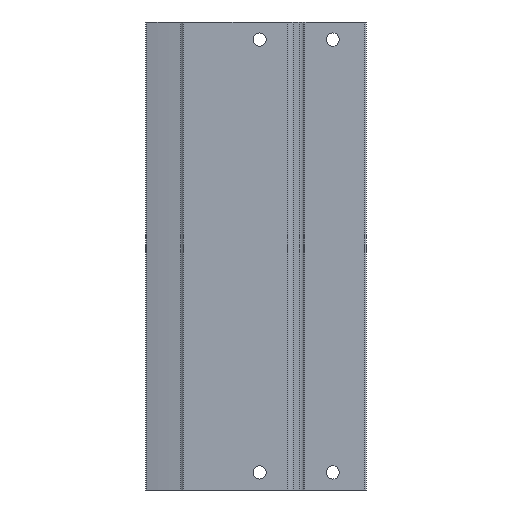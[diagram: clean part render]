
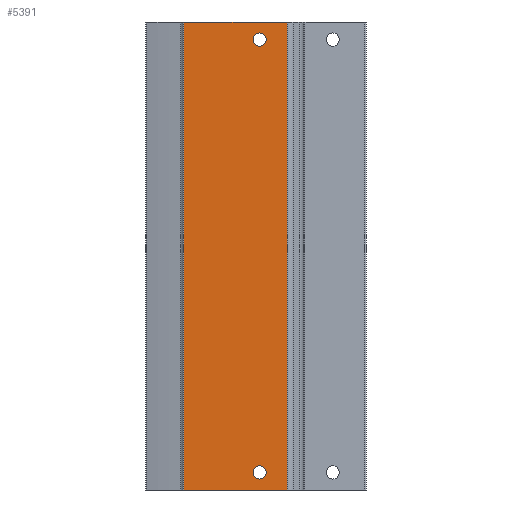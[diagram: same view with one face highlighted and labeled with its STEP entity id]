
A CAD part, front view. The second image highlights one B-rep face of the part: STEP entity #5391.
In plain terms, the highlighted planar face has unit normal (0, -1, 0).
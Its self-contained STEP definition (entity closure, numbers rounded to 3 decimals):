
#245=PLANE('',#5835);
#428=CIRCLE('',#5836,2.25);
#429=CIRCLE('',#5837,2.25);
#811=ORIENTED_EDGE('',*,*,#2203,.F.);
#812=ORIENTED_EDGE('',*,*,#2204,.F.);
#813=ORIENTED_EDGE('',*,*,#2205,.F.);
#814=ORIENTED_EDGE('',*,*,#2202,.F.);
#815=ORIENTED_EDGE('',*,*,#2206,.T.);
#816=ORIENTED_EDGE('',*,*,#2207,.T.);
#2202=EDGE_CURVE('',#2895,#2894,#3405,.T.);
#2203=EDGE_CURVE('',#2896,#2896,#428,.T.);
#2204=EDGE_CURVE('',#2897,#2897,#429,.T.);
#2205=EDGE_CURVE('',#2894,#2898,#3406,.T.);
#2206=EDGE_CURVE('',#2895,#2899,#3407,.T.);
#2207=EDGE_CURVE('',#2899,#2898,#3408,.T.);
#2894=VERTEX_POINT('',#8566);
#2895=VERTEX_POINT('',#8568);
#2896=VERTEX_POINT('',#8572);
#2897=VERTEX_POINT('',#8574);
#2898=VERTEX_POINT('',#8576);
#2899=VERTEX_POINT('',#8578);
#3405=LINE('',#8569,#3769);
#3406=LINE('',#8575,#3770);
#3407=LINE('',#8577,#3771);
#3408=LINE('',#8579,#3772);
#3769=VECTOR('',#6568,1000.);
#3770=VECTOR('',#6575,1000.);
#3771=VECTOR('',#6576,1000.);
#3772=VECTOR('',#6577,1000.);
#4141=EDGE_LOOP('',(#811));
#4142=EDGE_LOOP('',(#812));
#4143=EDGE_LOOP('',(#813,#814,#815,#816));
#4715=FACE_BOUND('',#4141,.T.);
#4716=FACE_BOUND('',#4142,.T.);
#4717=FACE_BOUND('',#4143,.T.);
#5391=ADVANCED_FACE('',(#4715,#4716,#4717),#245,.T.);
#5835=AXIS2_PLACEMENT_3D('',#8570,#6569,#6570);
#5836=AXIS2_PLACEMENT_3D('',#8571,#6571,#6572);
#5837=AXIS2_PLACEMENT_3D('',#8573,#6573,#6574);
#6568=DIRECTION('',(0.,0.,1.));
#6569=DIRECTION('',(0.,-1.,0.));
#6570=DIRECTION('',(0.,0.,-1.));
#6571=DIRECTION('',(0.,-1.,0.));
#6572=DIRECTION('',(0.,0.,-1.));
#6573=DIRECTION('',(0.,-1.,0.));
#6574=DIRECTION('',(0.,0.,-1.));
#6575=DIRECTION('',(1.,0.,0.));
#6576=DIRECTION('',(1.,0.,0.));
#6577=DIRECTION('',(0.,0.,1.));
#8566=CARTESIAN_POINT('',(-38.5,0.,0.));
#8568=CARTESIAN_POINT('',(-38.5,0.,-160.));
#8569=CARTESIAN_POINT('',(-38.5,0.,-160.));
#8570=CARTESIAN_POINT('',(-38.5,0.,-160.));
#8571=CARTESIAN_POINT('',(-12.5,0.,-154.));
#8572=CARTESIAN_POINT('',(-12.5,0.,-156.25));
#8573=CARTESIAN_POINT('',(-12.5,0.,-6.));
#8574=CARTESIAN_POINT('',(-12.5,0.,-8.25));
#8575=CARTESIAN_POINT('',(-38.5,0.,0.));
#8576=CARTESIAN_POINT('',(-3.,0.,0.));
#8577=CARTESIAN_POINT('',(-38.5,0.,-160.));
#8578=CARTESIAN_POINT('',(-3.,0.,-160.));
#8579=CARTESIAN_POINT('',(-3.,0.,-160.));
